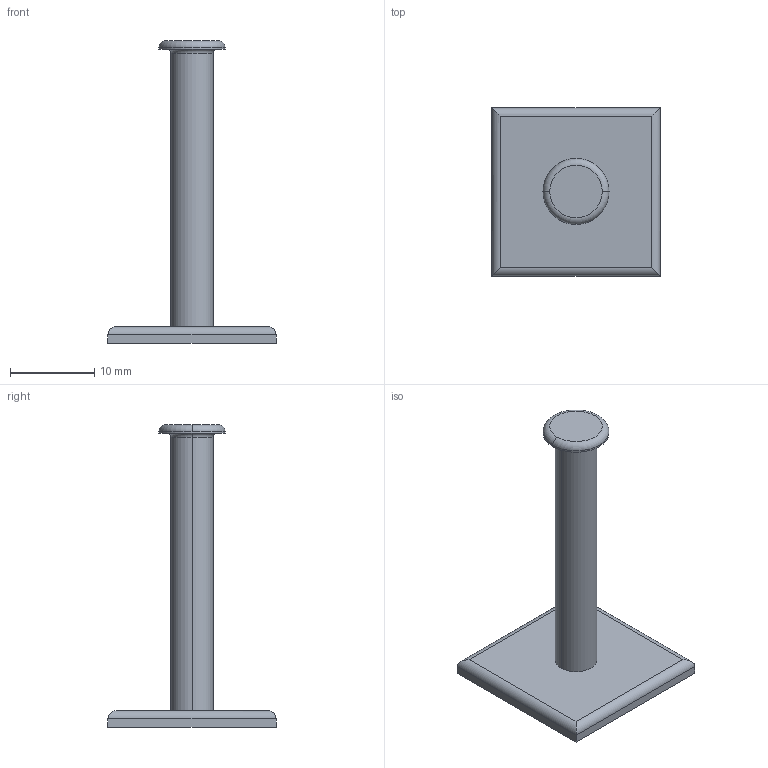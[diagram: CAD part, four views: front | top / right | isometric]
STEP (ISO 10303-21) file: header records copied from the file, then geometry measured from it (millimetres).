
FILE_DESCRIPTION (( 'STEP AP203' ), '1' );
FILE_NAME ('Clamp_Default_sldprt.STEP', '2021-08-01T07:34:51', ( '' ), ( '' ), 'SwSTEP 2.0', 'SolidWorks 2018', '' );
FILE_SCHEMA (( 'CONFIG_CONTROL_DESIGN' ));
Length unit declared in the file: millimetre
Products named in the file (1): Clamp_Default_sldprt
Bounding box: 20 x 20 x 36 mm (x, y, z)
Volume: 1477.2 mm3; surface area: 1513.7 mm2
Topology: 1 solids, 1 shells, 20 faces, 40 edges, 24 vertices
Faces by surface type: cylinder 8, plane 8, torus 4
Entity records: 593 total; most frequent: CARTESIAN_POINT 97, DIRECTION 94, ORIENTED_EDGE 80, EDGE_CURVE 40, AXIS2_PLACEMENT_3D 37, VERTEX_POINT 24, EDGE_LOOP 22, FACE_OUTER_BOUND 20
